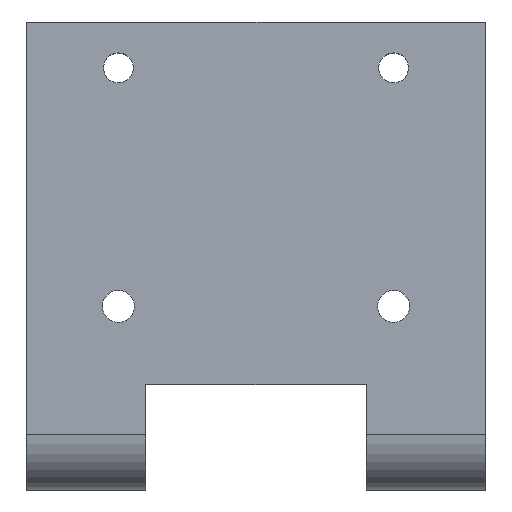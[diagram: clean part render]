
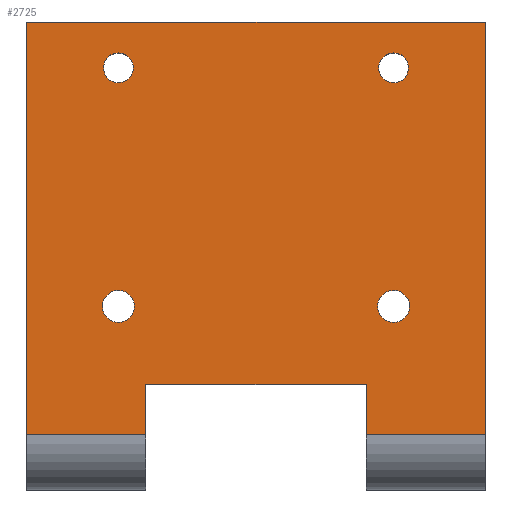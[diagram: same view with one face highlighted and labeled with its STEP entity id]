
A CAD part, top view. The second image highlights one B-rep face of the part: STEP entity #2725.
In plain terms, the highlighted planar face has unit normal (0, 0, 1).
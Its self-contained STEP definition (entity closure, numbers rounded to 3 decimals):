
#12 = DIRECTION ( 'NONE',  ( 0., 1., 0. ) ) ;
#14 = ORIENTED_EDGE ( 'NONE', *, *, #2465, .F. ) ;
#17 = DIRECTION ( 'NONE',  ( 0., 0., -1. ) ) ;
#28 = CARTESIAN_POINT ( 'NONE',  ( 50., 0., 0. ) ) ;
#33 = PLANE ( 'NONE',  #1534 ) ;
#46 = ORIENTED_EDGE ( 'NONE', *, *, #2643, .F. ) ;
#73 = LINE ( 'NONE', #1589, #1250 ) ;
#87 = ORIENTED_EDGE ( 'NONE', *, *, #481, .F. ) ;
#92 = AXIS2_PLACEMENT_3D ( 'NONE', #156, #153, #149 ) ;
#104 = VECTOR ( 'NONE', #550, 1000. ) ;
#112 = CIRCLE ( 'NONE', #2956, 1.625 ) ;
#120 = VERTEX_POINT ( 'NONE', #2238 ) ;
#149 = DIRECTION ( 'NONE',  ( 0., 1., 0. ) ) ;
#153 = DIRECTION ( 'NONE',  ( 0., 0., 1. ) ) ;
#156 = CARTESIAN_POINT ( 'NONE',  ( 40., 20., 0. ) ) ;
#165 = ORIENTED_EDGE ( 'NONE', *, *, #444, .F. ) ;
#228 = ORIENTED_EDGE ( 'NONE', *, *, #332, .F. ) ;
#282 = VECTOR ( 'NONE', #996, 1000. ) ;
#299 = CARTESIAN_POINT ( 'NONE',  ( 50., 0., 0. ) ) ;
#317 = DIRECTION ( 'NONE',  ( 1., 0., 0. ) ) ;
#332 = EDGE_CURVE ( 'NONE', #2356, #386, #720, .T. ) ;
#354 = AXIS2_PLACEMENT_3D ( 'NONE', #1573, #1546, #1598 ) ;
#385 = FACE_OUTER_BOUND ( 'NONE', #1266, .T. ) ;
#386 = VERTEX_POINT ( 'NONE', #1872 ) ;
#422 = EDGE_CURVE ( 'NONE', #2484, #1429, #498, .T. ) ;
#444 = EDGE_CURVE ( 'NONE', #386, #2356, #2889, .T. ) ;
#458 = CARTESIAN_POINT ( 'NONE',  ( 8.375, 46., 0. ) ) ;
#481 = EDGE_CURVE ( 'NONE', #2457, #2216, #907, .T. ) ;
#482 = DIRECTION ( 'NONE',  ( 0., 1., 0. ) ) ;
#483 = DIRECTION ( 'NONE',  ( 0., 0., 1. ) ) ;
#486 = CARTESIAN_POINT ( 'NONE',  ( 40., 46., 0. ) ) ;
#498 = CIRCLE ( 'NONE', #354, 1.625 ) ;
#509 = CARTESIAN_POINT ( 'NONE',  ( 0., 51., 0. ) ) ;
#514 = CARTESIAN_POINT ( 'NONE',  ( 41.75, 20., 0. ) ) ;
#522 = VERTEX_POINT ( 'NONE', #1282 ) ;
#526 = LINE ( 'NONE', #844, #2914 ) ;
#549 = CARTESIAN_POINT ( 'NONE',  ( 0., 0., 0. ) ) ;
#550 = DIRECTION ( 'NONE',  ( 0., -1., 0. ) ) ;
#653 = AXIS2_PLACEMENT_3D ( 'NONE', #1481, #1542, #1539 ) ;
#689 = CARTESIAN_POINT ( 'NONE',  ( 11.75, 20., 0. ) ) ;
#720 = CIRCLE ( 'NONE', #1719, 1.75 ) ;
#739 = EDGE_CURVE ( 'NONE', #2464, #2968, #2688, .T. ) ;
#752 = EDGE_LOOP ( 'NONE', ( #2821, #2909 ) ) ;
#773 = AXIS2_PLACEMENT_3D ( 'NONE', #486, #483, #482 ) ;
#785 = DIRECTION ( 'NONE',  ( 1., 0., 0. ) ) ;
#798 = VECTOR ( 'NONE', #317, 1000. ) ;
#834 = CARTESIAN_POINT ( 'NONE',  ( 41.625, 46., 0. ) ) ;
#844 = CARTESIAN_POINT ( 'NONE',  ( 50., 6., 0. ) ) ;
#862 = EDGE_LOOP ( 'NONE', ( #165, #228 ) ) ;
#907 = CIRCLE ( 'NONE', #1312, 1.75 ) ;
#913 = CARTESIAN_POINT ( 'NONE',  ( 38.25, 20., 0. ) ) ;
#919 = CARTESIAN_POINT ( 'NONE',  ( 38.375, 46., 0. ) ) ;
#962 = LINE ( 'NONE', #299, #1993 ) ;
#996 = DIRECTION ( 'NONE',  ( 0., 1., 0. ) ) ;
#1009 = FACE_BOUND ( 'NONE', #1877, .T. ) ;
#1022 = CARTESIAN_POINT ( 'NONE',  ( 13., 0., 0. ) ) ;
#1057 = LINE ( 'NONE', #1022, #282 ) ;
#1061 = EDGE_CURVE ( 'NONE', #2208, #2267, #1972, .T. ) ;
#1123 = EDGE_CURVE ( 'NONE', #120, #1434, #1141, .T. ) ;
#1138 = CARTESIAN_POINT ( 'NONE',  ( 0., 6., 0. ) ) ;
#1141 = LINE ( 'NONE', #2521, #2391 ) ;
#1159 = CARTESIAN_POINT ( 'NONE',  ( 0., 51., 0. ) ) ;
#1244 = VERTEX_POINT ( 'NONE', #2421 ) ;
#1250 = VECTOR ( 'NONE', #1620, 1000. ) ;
#1255 = DIRECTION ( 'NONE',  ( 0., -1., 0. ) ) ;
#1266 = EDGE_LOOP ( 'NONE', ( #1599, #1641, #1756, #1875, #1957, #2071, #2146, #2224 ) ) ;
#1282 = CARTESIAN_POINT ( 'NONE',  ( 13., 6., 0. ) ) ;
#1309 = CARTESIAN_POINT ( 'NONE',  ( 10., 20., 0. ) ) ;
#1312 = AXIS2_PLACEMENT_3D ( 'NONE', #1348, #1381, #1337 ) ;
#1337 = DIRECTION ( 'NONE',  ( 0., 1., 0. ) ) ;
#1348 = CARTESIAN_POINT ( 'NONE',  ( 40., 20., 0. ) ) ;
#1361 = AXIS2_PLACEMENT_3D ( 'NONE', #2657, #2652, #2648 ) ;
#1381 = DIRECTION ( 'NONE',  ( 0., 0., 1. ) ) ;
#1429 = VERTEX_POINT ( 'NONE', #2162 ) ;
#1434 = VERTEX_POINT ( 'NONE', #2139 ) ;
#1455 = EDGE_CURVE ( 'NONE', #2955, #120, #2689, .T. ) ;
#1476 = CIRCLE ( 'NONE', #92, 1.75 ) ;
#1481 = CARTESIAN_POINT ( 'NONE',  ( 10., 20., 0. ) ) ;
#1534 = AXIS2_PLACEMENT_3D ( 'NONE', #28, #17, #12 ) ;
#1539 = DIRECTION ( 'NONE',  ( 0., 1., 0. ) ) ;
#1542 = DIRECTION ( 'NONE',  ( 0., 0., 1. ) ) ;
#1546 = DIRECTION ( 'NONE',  ( 0., 0., 1. ) ) ;
#1567 = EDGE_CURVE ( 'NONE', #1429, #2484, #112, .T. ) ;
#1573 = CARTESIAN_POINT ( 'NONE',  ( 10., 46., 0. ) ) ;
#1589 = CARTESIAN_POINT ( 'NONE',  ( 50., 11.5, 0. ) ) ;
#1598 = DIRECTION ( 'NONE',  ( 0., 1., 0. ) ) ;
#1599 = ORIENTED_EDGE ( 'NONE', *, *, #2954, .F. ) ;
#1620 = DIRECTION ( 'NONE',  ( 1., 0., 0. ) ) ;
#1641 = ORIENTED_EDGE ( 'NONE', *, *, #739, .F. ) ;
#1701 = EDGE_LOOP ( 'NONE', ( #2965, #14 ) ) ;
#1719 = AXIS2_PLACEMENT_3D ( 'NONE', #1309, #2061, #2034 ) ;
#1756 = ORIENTED_EDGE ( 'NONE', *, *, #2450, .T. ) ;
#1760 = FACE_BOUND ( 'NONE', #752, .T. ) ;
#1801 = EDGE_CURVE ( 'NONE', #1244, #2955, #73, .T. ) ;
#1872 = CARTESIAN_POINT ( 'NONE',  ( 8.25, 20., 0. ) ) ;
#1875 = ORIENTED_EDGE ( 'NONE', *, *, #2302, .T. ) ;
#1877 = EDGE_LOOP ( 'NONE', ( #46, #87 ) ) ;
#1906 = DIRECTION ( 'NONE',  ( 0., 1., 0. ) ) ;
#1913 = DIRECTION ( 'NONE',  ( 0., 0., 1. ) ) ;
#1916 = CARTESIAN_POINT ( 'NONE',  ( 10., 46., 0. ) ) ;
#1957 = ORIENTED_EDGE ( 'NONE', *, *, #2137, .T. ) ;
#1972 = CIRCLE ( 'NONE', #1361, 1.625 ) ;
#1993 = VECTOR ( 'NONE', #1255, 1000. ) ;
#2034 = DIRECTION ( 'NONE',  ( 0., 1., 0. ) ) ;
#2061 = DIRECTION ( 'NONE',  ( 0., 0., 1. ) ) ;
#2071 = ORIENTED_EDGE ( 'NONE', *, *, #1801, .T. ) ;
#2073 = VERTEX_POINT ( 'NONE', #1138 ) ;
#2089 = DIRECTION ( 'NONE',  ( 0., -1., 0. ) ) ;
#2094 = CARTESIAN_POINT ( 'NONE',  ( 37., 0., 0. ) ) ;
#2126 = VECTOR ( 'NONE', #2089, 1000. ) ;
#2137 = EDGE_CURVE ( 'NONE', #522, #1244, #1057, .T. ) ;
#2139 = CARTESIAN_POINT ( 'NONE',  ( 50., 6., 0. ) ) ;
#2146 = ORIENTED_EDGE ( 'NONE', *, *, #1455, .T. ) ;
#2162 = CARTESIAN_POINT ( 'NONE',  ( 11.625, 46., 0. ) ) ;
#2208 = VERTEX_POINT ( 'NONE', #919 ) ;
#2216 = VERTEX_POINT ( 'NONE', #913 ) ;
#2224 = ORIENTED_EDGE ( 'NONE', *, *, #1123, .T. ) ;
#2238 = CARTESIAN_POINT ( 'NONE',  ( 37., 6., 0. ) ) ;
#2255 = CARTESIAN_POINT ( 'NONE',  ( 37., 11.5, 0. ) ) ;
#2267 = VERTEX_POINT ( 'NONE', #834 ) ;
#2302 = EDGE_CURVE ( 'NONE', #2073, #522, #526, .T. ) ;
#2346 = FACE_BOUND ( 'NONE', #1701, .T. ) ;
#2356 = VERTEX_POINT ( 'NONE', #689 ) ;
#2391 = VECTOR ( 'NONE', #2532, 1000. ) ;
#2421 = CARTESIAN_POINT ( 'NONE',  ( 13., 11.5, 0. ) ) ;
#2450 = EDGE_CURVE ( 'NONE', #2464, #2073, #2623, .T. ) ;
#2457 = VERTEX_POINT ( 'NONE', #514 ) ;
#2464 = VERTEX_POINT ( 'NONE', #509 ) ;
#2465 = EDGE_CURVE ( 'NONE', #2267, #2208, #2568, .T. ) ;
#2484 = VERTEX_POINT ( 'NONE', #458 ) ;
#2521 = CARTESIAN_POINT ( 'NONE',  ( 50., 6., 0. ) ) ;
#2532 = DIRECTION ( 'NONE',  ( 1., 0., 0. ) ) ;
#2568 = CIRCLE ( 'NONE', #773, 1.625 ) ;
#2623 = LINE ( 'NONE', #549, #104 ) ;
#2643 = EDGE_CURVE ( 'NONE', #2216, #2457, #1476, .T. ) ;
#2648 = DIRECTION ( 'NONE',  ( 0., 1., 0. ) ) ;
#2652 = DIRECTION ( 'NONE',  ( 0., 0., 1. ) ) ;
#2657 = CARTESIAN_POINT ( 'NONE',  ( 40., 46., 0. ) ) ;
#2688 = LINE ( 'NONE', #1159, #798 ) ;
#2689 = LINE ( 'NONE', #2094, #2126 ) ;
#2725 = ADVANCED_FACE ( 'NONE', ( #385, #1760, #2346, #1009, #2796 ), #33, .F. ) ;
#2796 = FACE_BOUND ( 'NONE', #862, .T. ) ;
#2821 = ORIENTED_EDGE ( 'NONE', *, *, #422, .F. ) ;
#2850 = CARTESIAN_POINT ( 'NONE',  ( 50., 51., 0. ) ) ;
#2889 = CIRCLE ( 'NONE', #653, 1.75 ) ;
#2909 = ORIENTED_EDGE ( 'NONE', *, *, #1567, .F. ) ;
#2914 = VECTOR ( 'NONE', #785, 1000. ) ;
#2954 = EDGE_CURVE ( 'NONE', #2968, #1434, #962, .T. ) ;
#2955 = VERTEX_POINT ( 'NONE', #2255 ) ;
#2956 = AXIS2_PLACEMENT_3D ( 'NONE', #1916, #1913, #1906 ) ;
#2965 = ORIENTED_EDGE ( 'NONE', *, *, #1061, .F. ) ;
#2968 = VERTEX_POINT ( 'NONE', #2850 ) ;
